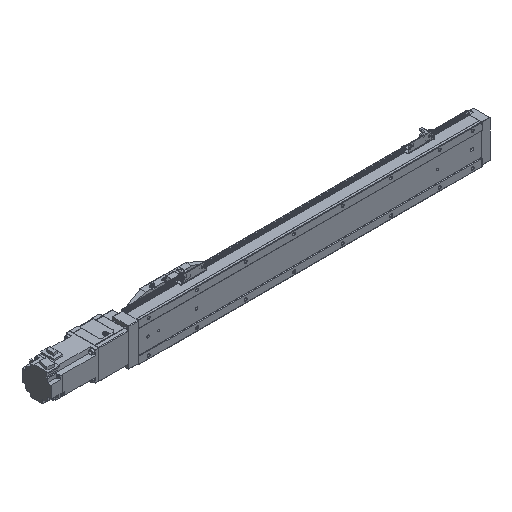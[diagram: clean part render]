
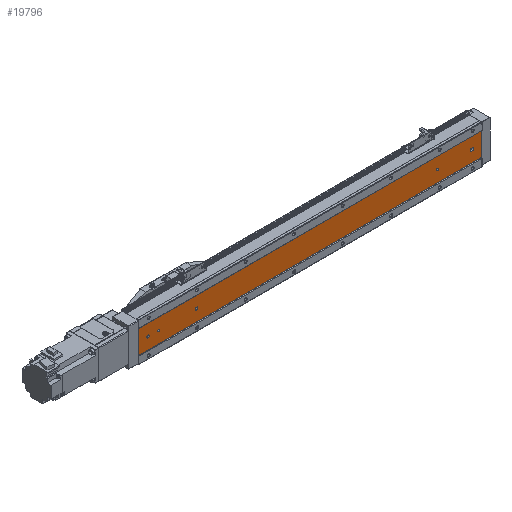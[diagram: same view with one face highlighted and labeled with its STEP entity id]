
A CAD part, isometric view. The second image highlights one B-rep face of the part: STEP entity #19796.
In plain terms, the highlighted planar face has unit normal (0, -1, 0).
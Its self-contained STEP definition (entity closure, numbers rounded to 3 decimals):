
#260 = EDGE_CURVE ( 'NONE', #11096, #12732, #13163, .T. ) ;
#952 = DIRECTION ( 'NONE',  ( 0., -1., 0. ) ) ;
#982 = EDGE_LOOP ( 'NONE', ( #11863, #11771, #4826, #27812 ) ) ;
#988 = CARTESIAN_POINT ( 'NONE',  ( 0., 1., -23.876 ) ) ;
#1056 = DIRECTION ( 'NONE',  ( 0., -1., 0. ) ) ;
#1158 = DIRECTION ( 'NONE',  ( -1., 0., 0. ) ) ;
#1692 = EDGE_LOOP ( 'NONE', ( #26879, #7611 ) ) ;
#2005 = LINE ( 'NONE', #11412, #10238 ) ;
#2295 = CARTESIAN_POINT ( 'NONE',  ( 689., 1., 0. ) ) ;
#2350 = VERTEX_POINT ( 'NONE', #6674 ) ;
#2352 = EDGE_CURVE ( 'NONE', #22428, #8681, #23224, .T. ) ;
#2470 = VERTEX_POINT ( 'NONE', #8766 ) ;
#2526 = CARTESIAN_POINT ( 'NONE',  ( 689., 1., -2.5 ) ) ;
#2556 = CARTESIAN_POINT ( 'NONE',  ( 616.45, 1., 0. ) ) ;
#2634 = CIRCLE ( 'NONE', #18387, 2.1 ) ;
#2668 = CARTESIAN_POINT ( 'NONE',  ( 708., 1., -23.876 ) ) ;
#2769 = VERTEX_POINT ( 'NONE', #6782 ) ;
#2822 = CARTESIAN_POINT ( 'NONE',  ( 20., 1., 0. ) ) ;
#3274 = LINE ( 'NONE', #26168, #14618 ) ;
#4142 = DIRECTION ( 'NONE',  ( 0., 0., 1. ) ) ;
#4496 = EDGE_CURVE ( 'NONE', #8681, #22428, #10758, .T. ) ;
#4559 = EDGE_CURVE ( 'NONE', #2350, #14097, #13685, .T. ) ;
#4582 = CARTESIAN_POINT ( 'NONE',  ( 41.75, 1., 0. ) ) ;
#4749 = LINE ( 'NONE', #2668, #28377 ) ;
#4805 = PLANE ( 'NONE',  #6753 ) ;
#4826 = ORIENTED_EDGE ( 'NONE', *, *, #10205, .F. ) ;
#4870 = CARTESIAN_POINT ( 'NONE',  ( 708., 1., 23.876 ) ) ;
#4931 = EDGE_CURVE ( 'NONE', #4995, #13134, #3274, .T. ) ;
#4973 = EDGE_LOOP ( 'NONE', ( #19866, #28116 ) ) ;
#4995 = VERTEX_POINT ( 'NONE', #14790 ) ;
#5107 = DIRECTION ( 'NONE',  ( 0., -1., 0. ) ) ;
#5549 = EDGE_CURVE ( 'NONE', #14097, #2350, #2634, .T. ) ;
#6306 = VECTOR ( 'NONE', #1158, 1000. ) ;
#6335 = CARTESIAN_POINT ( 'NONE',  ( 41.75, 1., -2.1 ) ) ;
#6452 = LINE ( 'NONE', #6884, #17628 ) ;
#6674 = CARTESIAN_POINT ( 'NONE',  ( 616.45, 1., 2.1 ) ) ;
#6753 = AXIS2_PLACEMENT_3D ( 'NONE', #13926, #18565, #27690 ) ;
#6782 = CARTESIAN_POINT ( 'NONE',  ( 708., 1., -23.876 ) ) ;
#6884 = CARTESIAN_POINT ( 'NONE',  ( 708., 1., 2.5 ) ) ;
#7050 = FACE_BOUND ( 'NONE', #1692, .T. ) ;
#7311 = VERTEX_POINT ( 'NONE', #12167 ) ;
#7611 = ORIENTED_EDGE ( 'NONE', *, *, #14698, .F. ) ;
#8219 = VERTEX_POINT ( 'NONE', #2526 ) ;
#8233 = EDGE_CURVE ( 'NONE', #7311, #26873, #19986, .T. ) ;
#8432 = AXIS2_PLACEMENT_3D ( 'NONE', #2556, #20819, #25435 ) ;
#8626 = DIRECTION ( 'NONE',  ( 0., -1., 0. ) ) ;
#8681 = VERTEX_POINT ( 'NONE', #28637 ) ;
#8766 = CARTESIAN_POINT ( 'NONE',  ( 689., 1., 2.5 ) ) ;
#9289 = FACE_OUTER_BOUND ( 'NONE', #24815, .T. ) ;
#9806 = CARTESIAN_POINT ( 'NONE',  ( 20., 1., 0. ) ) ;
#9871 = CARTESIAN_POINT ( 'NONE',  ( 120., 1., 0. ) ) ;
#10045 = AXIS2_PLACEMENT_3D ( 'NONE', #9806, #11752, #27900 ) ;
#10168 = DIRECTION ( 'NONE',  ( 0., 0., 1. ) ) ;
#10205 = EDGE_CURVE ( 'NONE', #2470, #17904, #6452, .T. ) ;
#10238 = VECTOR ( 'NONE', #20102, 1000. ) ;
#10610 = ORIENTED_EDGE ( 'NONE', *, *, #21812, .T. ) ;
#10700 = CARTESIAN_POINT ( 'NONE',  ( 687., 1., 2.5 ) ) ;
#10758 = CIRCLE ( 'NONE', #17054, 2.1 ) ;
#10825 = EDGE_CURVE ( 'NONE', #2769, #13134, #4749, .T. ) ;
#10975 = DIRECTION ( 'NONE',  ( 0., 0., 1. ) ) ;
#11073 = EDGE_CURVE ( 'NONE', #8219, #2470, #13563, .T. ) ;
#11076 = EDGE_CURVE ( 'NONE', #24890, #2769, #2005, .T. ) ;
#11096 = VERTEX_POINT ( 'NONE', #22352 ) ;
#11412 = CARTESIAN_POINT ( 'NONE',  ( 708., 1., 23.876 ) ) ;
#11551 = DIRECTION ( 'NONE',  ( 0., -1., 0. ) ) ;
#11644 = DIRECTION ( 'NONE',  ( 0., -1., 0. ) ) ;
#11752 = DIRECTION ( 'NONE',  ( 0., -1., 0. ) ) ;
#11771 = ORIENTED_EDGE ( 'NONE', *, *, #21992, .F. ) ;
#11856 = ORIENTED_EDGE ( 'NONE', *, *, #8233, .F. ) ;
#11863 = ORIENTED_EDGE ( 'NONE', *, *, #12668, .F. ) ;
#12167 = CARTESIAN_POINT ( 'NONE',  ( 20., 1., -2.5 ) ) ;
#12461 = DIRECTION ( 'NONE',  ( 0., 0., 1. ) ) ;
#12668 = EDGE_CURVE ( 'NONE', #24215, #8219, #24312, .T. ) ;
#12732 = VERTEX_POINT ( 'NONE', #18700 ) ;
#13134 = VERTEX_POINT ( 'NONE', #988 ) ;
#13163 = CIRCLE ( 'NONE', #20800, 2.5 ) ;
#13471 = AXIS2_PLACEMENT_3D ( 'NONE', #15503, #24632, #4142 ) ;
#13563 = CIRCLE ( 'NONE', #17409, 2.5 ) ;
#13685 = CIRCLE ( 'NONE', #8432, 2.1 ) ;
#13749 = DIRECTION ( 'NONE',  ( 0., 0., 1. ) ) ;
#13872 = DIRECTION ( 'NONE',  ( -1., 0., 0. ) ) ;
#13926 = CARTESIAN_POINT ( 'NONE',  ( 708., 1., 23.876 ) ) ;
#14022 = AXIS2_PLACEMENT_3D ( 'NONE', #23700, #952, #12461 ) ;
#14078 = CARTESIAN_POINT ( 'NONE',  ( 20., 1., 2.5 ) ) ;
#14097 = VERTEX_POINT ( 'NONE', #27333 ) ;
#14618 = VECTOR ( 'NONE', #16888, 1000. ) ;
#14698 = EDGE_CURVE ( 'NONE', #12732, #11096, #20710, .T. ) ;
#14790 = CARTESIAN_POINT ( 'NONE',  ( 0., 1., 23.876 ) ) ;
#15188 = ORIENTED_EDGE ( 'NONE', *, *, #4931, .T. ) ;
#15431 = DIRECTION ( 'NONE',  ( -1., 0., 0. ) ) ;
#15503 = CARTESIAN_POINT ( 'NONE',  ( 687., 1., 0. ) ) ;
#15958 = ORIENTED_EDGE ( 'NONE', *, *, #2352, .F. ) ;
#16177 = FACE_BOUND ( 'NONE', #21847, .T. ) ;
#16772 = DIRECTION ( 'NONE',  ( 0., 0., 1. ) ) ;
#16888 = DIRECTION ( 'NONE',  ( 0., 0., -1. ) ) ;
#17054 = AXIS2_PLACEMENT_3D ( 'NONE', #27829, #5107, #16772 ) ;
#17241 = ORIENTED_EDGE ( 'NONE', *, *, #4496, .F. ) ;
#17409 = AXIS2_PLACEMENT_3D ( 'NONE', #2295, #11551, #10975 ) ;
#17628 = VECTOR ( 'NONE', #15431, 1000. ) ;
#17768 = DIRECTION ( 'NONE',  ( 0., 0., 1. ) ) ;
#17904 = VERTEX_POINT ( 'NONE', #10700 ) ;
#18387 = AXIS2_PLACEMENT_3D ( 'NONE', #29132, #8626, #17768 ) ;
#18425 = FACE_BOUND ( 'NONE', #4973, .T. ) ;
#18460 = ORIENTED_EDGE ( 'NONE', *, *, #11076, .F. ) ;
#18565 = DIRECTION ( 'NONE',  ( 0., 1., 0. ) ) ;
#18584 = EDGE_LOOP ( 'NONE', ( #15958, #17241 ) ) ;
#18700 = CARTESIAN_POINT ( 'NONE',  ( 120., 1., 2.5 ) ) ;
#19021 = AXIS2_PLACEMENT_3D ( 'NONE', #2822, #11644, #13749 ) ;
#19796 = ADVANCED_FACE ( 'NONE', ( #9289, #27554, #18425, #16177, #7050, #20824 ), #4805, .F. ) ;
#19866 = ORIENTED_EDGE ( 'NONE', *, *, #5549, .F. ) ;
#19986 = CIRCLE ( 'NONE', #19021, 2.5 ) ;
#20102 = DIRECTION ( 'NONE',  ( 0., 0., -1. ) ) ;
#20296 = DIRECTION ( 'NONE',  ( 0., -1., 0. ) ) ;
#20710 = CIRCLE ( 'NONE', #14022, 2.5 ) ;
#20800 = AXIS2_PLACEMENT_3D ( 'NONE', #9871, #1056, #10168 ) ;
#20819 = DIRECTION ( 'NONE',  ( 0., -1., 0. ) ) ;
#20824 = FACE_BOUND ( 'NONE', #982, .T. ) ;
#21812 = EDGE_CURVE ( 'NONE', #24890, #4995, #25984, .T. ) ;
#21847 = EDGE_LOOP ( 'NONE', ( #11856, #24646 ) ) ;
#21992 = EDGE_CURVE ( 'NONE', #17904, #24215, #26400, .T. ) ;
#22352 = CARTESIAN_POINT ( 'NONE',  ( 120., 1., -2.5 ) ) ;
#22363 = CARTESIAN_POINT ( 'NONE',  ( 708., 1., -2.5 ) ) ;
#22428 = VERTEX_POINT ( 'NONE', #6335 ) ;
#23224 = CIRCLE ( 'NONE', #26607, 2.1 ) ;
#23700 = CARTESIAN_POINT ( 'NONE',  ( 120., 1., 0. ) ) ;
#24215 = VERTEX_POINT ( 'NONE', #26327 ) ;
#24312 = LINE ( 'NONE', #22363, #26581 ) ;
#24632 = DIRECTION ( 'NONE',  ( 0., -1., 0. ) ) ;
#24646 = ORIENTED_EDGE ( 'NONE', *, *, #24803, .F. ) ;
#24803 = EDGE_CURVE ( 'NONE', #26873, #7311, #24871, .T. ) ;
#24815 = EDGE_LOOP ( 'NONE', ( #15188, #29004, #18460, #10610 ) ) ;
#24871 = CIRCLE ( 'NONE', #10045, 2.5 ) ;
#24890 = VERTEX_POINT ( 'NONE', #4870 ) ;
#25435 = DIRECTION ( 'NONE',  ( 0., 0., 1. ) ) ;
#25984 = LINE ( 'NONE', #26147, #6306 ) ;
#26147 = CARTESIAN_POINT ( 'NONE',  ( 708., 1., 23.876 ) ) ;
#26168 = CARTESIAN_POINT ( 'NONE',  ( 0., 1., 23.876 ) ) ;
#26327 = CARTESIAN_POINT ( 'NONE',  ( 687., 1., -2.5 ) ) ;
#26400 = CIRCLE ( 'NONE', #13471, 2.5 ) ;
#26581 = VECTOR ( 'NONE', #28962, 1000. ) ;
#26607 = AXIS2_PLACEMENT_3D ( 'NONE', #4582, #20296, #27181 ) ;
#26873 = VERTEX_POINT ( 'NONE', #14078 ) ;
#26879 = ORIENTED_EDGE ( 'NONE', *, *, #260, .F. ) ;
#27181 = DIRECTION ( 'NONE',  ( 0., 0., 1. ) ) ;
#27333 = CARTESIAN_POINT ( 'NONE',  ( 616.45, 1., -2.1 ) ) ;
#27554 = FACE_BOUND ( 'NONE', #18584, .T. ) ;
#27690 = DIRECTION ( 'NONE',  ( 1., 0., 0. ) ) ;
#27812 = ORIENTED_EDGE ( 'NONE', *, *, #11073, .F. ) ;
#27829 = CARTESIAN_POINT ( 'NONE',  ( 41.75, 1., 0. ) ) ;
#27900 = DIRECTION ( 'NONE',  ( 0., 0., 1. ) ) ;
#28116 = ORIENTED_EDGE ( 'NONE', *, *, #4559, .F. ) ;
#28377 = VECTOR ( 'NONE', #13872, 1000. ) ;
#28637 = CARTESIAN_POINT ( 'NONE',  ( 41.75, 1., 2.1 ) ) ;
#28962 = DIRECTION ( 'NONE',  ( 1., 0., 0. ) ) ;
#29004 = ORIENTED_EDGE ( 'NONE', *, *, #10825, .F. ) ;
#29132 = CARTESIAN_POINT ( 'NONE',  ( 616.45, 1., 0. ) ) ;
